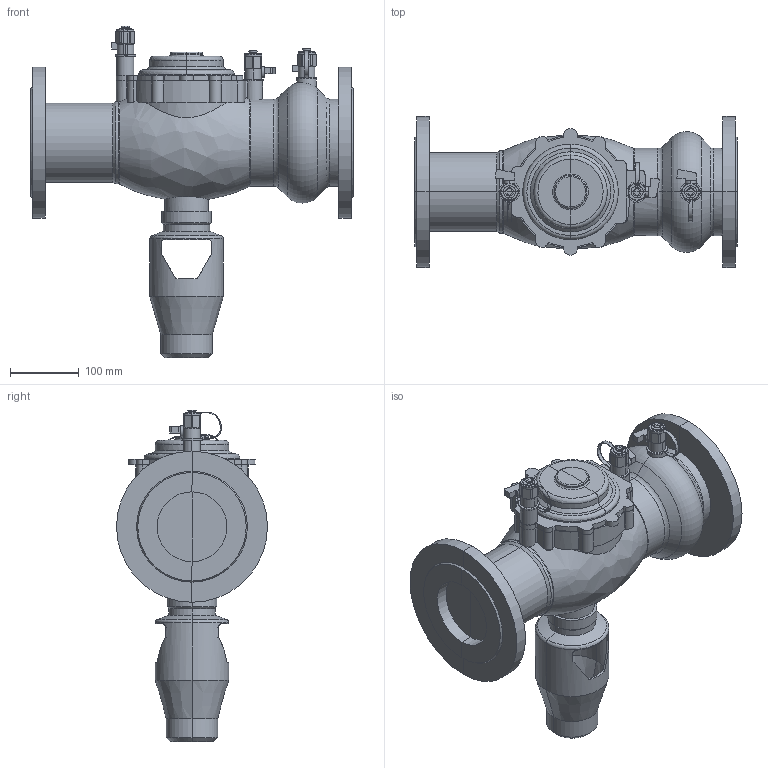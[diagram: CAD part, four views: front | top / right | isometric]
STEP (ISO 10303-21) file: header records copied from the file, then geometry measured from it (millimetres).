
FILE_DESCRIPTION(/* description */ (''),/* implementation_level */ '2;1');
FILE_NAME(/* name */ '575010.stp',/* time_stamp */ '2016-07-26T10:07:39+02:00',/* author */ ('UFFTEC'),/* organization */ (''),/* preprocessor_version */ 'ST-DEVELOPER v15.2',/* originating_system */ 'Autodesk Inventor 2014',/* authorisation */ '');
FILE_SCHEMA (('AUTOMOTIVE_DESIGN { 1 0 10303 214 3 1 1 }'));
Length unit declared in the file: millimetre
Products named in the file (22): Parte130; Parte132; Parte134; Parte136; Parte138; Parte140; Parte142; Parte144; Parte146; Parte148; Parte150; Parte152; Parte154; Parte156; Parte158; Parte160; Parte162; Parte164; Parte166; Parte168; Parte170; Assieme4
Bounding box: 470 x 220 x 483.4 mm (x, y, z)
Volume: 9625744.3 mm3; surface area: 606897.1 mm2
Topology: 21 solids, 21 shells, 464 faces, 1116 edges, 698 vertices
Faces by surface type: plane 230, cylinder 156, cone 42, torus 28, bspline 8
Entity records: 15027 total; most frequent: CARTESIAN_POINT 4050, ORIENTED_EDGE 2232, DIRECTION 2217, EDGE_CURVE 1116, AXIS2_PLACEMENT_3D 819, VERTEX_POINT 698, LINE 579, VECTOR 579
